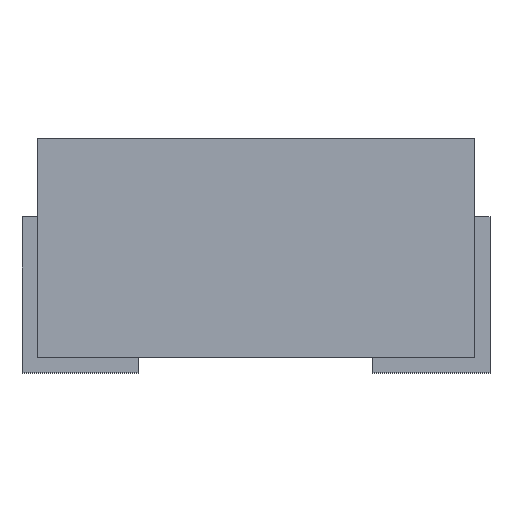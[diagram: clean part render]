
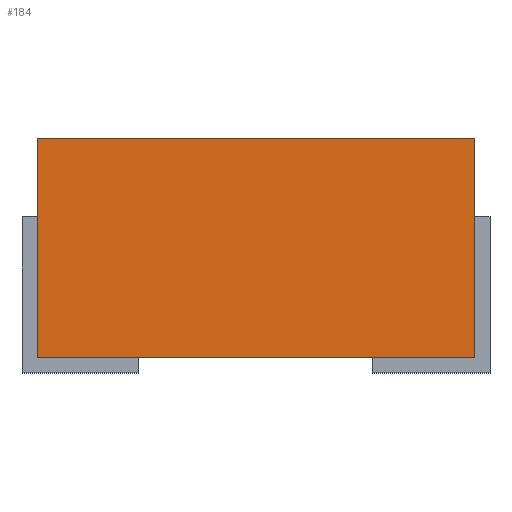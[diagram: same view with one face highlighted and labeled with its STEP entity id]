
A CAD part, top view. The second image highlights one B-rep face of the part: STEP entity #184.
In plain terms, the highlighted planar face has unit normal (0, 0, 1).
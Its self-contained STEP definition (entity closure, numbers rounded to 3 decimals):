
#12 = VECTOR ( 'NONE', #627, 1000. ) ;
#55 = EDGE_CURVE ( 'NONE', #603, #400, #265, .T. ) ;
#81 = FACE_OUTER_BOUND ( 'NONE', #440, .T. ) ;
#90 = VERTEX_POINT ( 'NONE', #555 ) ;
#106 = EDGE_CURVE ( 'NONE', #218, #90, #476, .T. ) ;
#184 = ADVANCED_FACE ( 'NONE', ( #81 ), #664, .F. ) ;
#190 = VECTOR ( 'NONE', #492, 1000. ) ;
#218 = VERTEX_POINT ( 'NONE', #452 ) ;
#237 = EDGE_CURVE ( 'NONE', #90, #603, #447, .T. ) ;
#258 = CARTESIAN_POINT ( 'NONE',  ( -0.933, 0.067, 0.8 ) ) ;
#265 = LINE ( 'NONE', #301, #190 ) ;
#275 = CARTESIAN_POINT ( 'NONE',  ( 0.933, 0.067, 0.8 ) ) ;
#301 = CARTESIAN_POINT ( 'NONE',  ( -0.933, 1., 0.8 ) ) ;
#314 = EDGE_CURVE ( 'NONE', #400, #218, #635, .T. ) ;
#331 = ORIENTED_EDGE ( 'NONE', *, *, #314, .T. ) ;
#336 = VECTOR ( 'NONE', #512, 1000. ) ;
#353 = CARTESIAN_POINT ( 'NONE',  ( 0., 0., 0.8 ) ) ;
#400 = VERTEX_POINT ( 'NONE', #423 ) ;
#406 = DIRECTION ( 'NONE',  ( 0., 0., -1. ) ) ;
#423 = CARTESIAN_POINT ( 'NONE',  ( -0.933, 1., 0.8 ) ) ;
#440 = EDGE_LOOP ( 'NONE', ( #331, #661, #505, #650 ) ) ;
#447 = LINE ( 'NONE', #275, #12 ) ;
#452 = CARTESIAN_POINT ( 'NONE',  ( -0.933, 0.067, 0.8 ) ) ;
#456 = DIRECTION ( 'NONE',  ( -1., 0., 0. ) ) ;
#476 = LINE ( 'NONE', #258, #336 ) ;
#492 = DIRECTION ( 'NONE',  ( -1., 0., 0. ) ) ;
#505 = ORIENTED_EDGE ( 'NONE', *, *, #237, .T. ) ;
#512 = DIRECTION ( 'NONE',  ( 1., 0., 0. ) ) ;
#520 = CARTESIAN_POINT ( 'NONE',  ( -0.933, 0.067, 0.8 ) ) ;
#539 = CARTESIAN_POINT ( 'NONE',  ( 0.933, 1., 0.8 ) ) ;
#543 = VECTOR ( 'NONE', #570, 1000. ) ;
#547 = AXIS2_PLACEMENT_3D ( 'NONE', #353, #406, #456 ) ;
#555 = CARTESIAN_POINT ( 'NONE',  ( 0.933, 0.067, 0.8 ) ) ;
#570 = DIRECTION ( 'NONE',  ( 0., -1., 0. ) ) ;
#603 = VERTEX_POINT ( 'NONE', #539 ) ;
#627 = DIRECTION ( 'NONE',  ( 0., 1., 0. ) ) ;
#635 = LINE ( 'NONE', #520, #543 ) ;
#650 = ORIENTED_EDGE ( 'NONE', *, *, #55, .T. ) ;
#661 = ORIENTED_EDGE ( 'NONE', *, *, #106, .T. ) ;
#664 = PLANE ( 'NONE',  #547 ) ;
